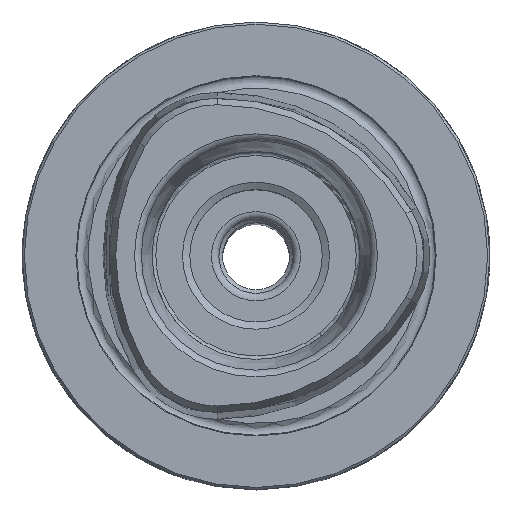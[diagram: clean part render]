
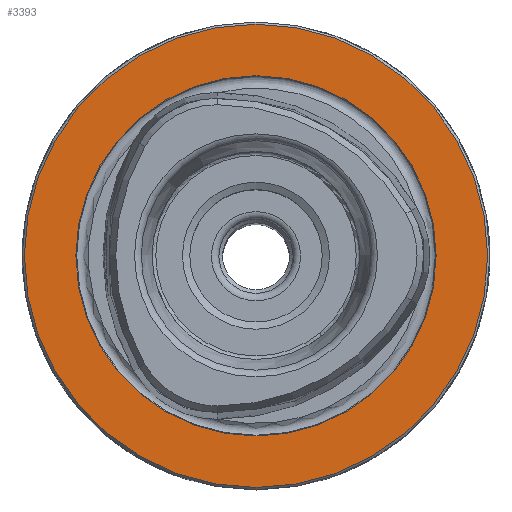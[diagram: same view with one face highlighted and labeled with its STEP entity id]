
A CAD part, top view. The second image highlights one B-rep face of the part: STEP entity #3393.
In plain terms, the highlighted planar face has unit normal (0, 0, 1).
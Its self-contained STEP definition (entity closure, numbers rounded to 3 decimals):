
#640=ORIENTED_EDGE('',*,*,#1081,.T.);
#641=ORIENTED_EDGE('',*,*,#1080,.F.);
#1080=EDGE_CURVE('',#1314,#1314,#1464,.T.);
#1081=EDGE_CURVE('',#1315,#1315,#1465,.T.);
#1314=VERTEX_POINT('',#5153);
#1315=VERTEX_POINT('',#5156);
#1464=CIRCLE('',#3647,24.264);
#1465=CIRCLE('',#3649,31.2);
#1627=EDGE_LOOP('',(#640));
#1628=EDGE_LOOP('',(#641));
#1904=FACE_BOUND('',#1627,.T.);
#1905=FACE_BOUND('',#1628,.T.);
#2103=PLANE('',#3648);
#3393=ADVANCED_FACE('',(#1904,#1905),#2103,.T.);
#3647=AXIS2_PLACEMENT_3D('',#5152,#4145,#4146);
#3648=AXIS2_PLACEMENT_3D('',#5154,#4147,#4148);
#3649=AXIS2_PLACEMENT_3D('',#5155,#4149,#4150);
#4145=DIRECTION('',(0.,0.,1.));
#4146=DIRECTION('',(1.,0.,0.));
#4147=DIRECTION('',(0.,0.,1.));
#4148=DIRECTION('',(1.,0.,0.));
#4149=DIRECTION('',(0.,0.,1.));
#4150=DIRECTION('',(1.,0.,0.));
#5152=CARTESIAN_POINT('',(0.,0.,0.));
#5153=CARTESIAN_POINT('',(24.264,0.,0.));
#5154=CARTESIAN_POINT('',(24.2,0.,0.));
#5155=CARTESIAN_POINT('',(0.,0.,0.));
#5156=CARTESIAN_POINT('',(31.2,0.,0.));
